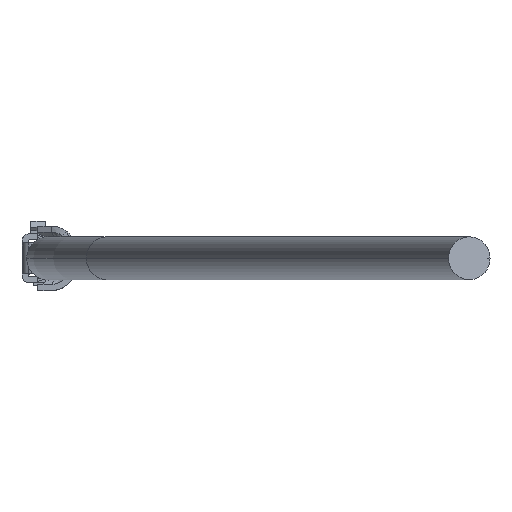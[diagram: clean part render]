
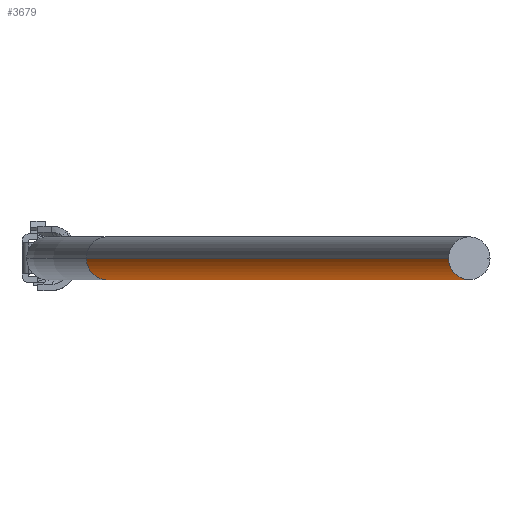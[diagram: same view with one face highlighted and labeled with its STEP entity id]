
A CAD part, front view. The second image highlights one B-rep face of the part: STEP entity #3679.
In plain terms, the highlighted cylindrical face has radius 0.7 mm (diameter 1.4 mm), a partial arc.
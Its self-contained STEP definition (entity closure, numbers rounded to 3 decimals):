
#17 = AXIS2_PLACEMENT_3D ( 'NONE', #6421, #12523, #12333 ) ;
#1921 = DIRECTION ( 'NONE',  ( 0., 0., -1. ) ) ;
#2383 = AXIS2_PLACEMENT_3D ( 'NONE', #9356, #5328, #4336 ) ;
#2568 = LINE ( 'NONE', #2642, #12433 ) ;
#2598 = EDGE_CURVE ( 'NONE', #7330, #8494, #7497, .T. ) ;
#2642 = CARTESIAN_POINT ( 'NONE',  ( 1.428, -41.086, 1.837 ) ) ;
#3081 = VERTEX_POINT ( 'NONE', #9408 ) ;
#3303 = FACE_OUTER_BOUND ( 'NONE', #5098, .T. ) ;
#3398 = CARTESIAN_POINT ( 'NONE',  ( 0.081, -41.47, 1.837 ) ) ;
#3679 = ADVANCED_FACE ( 'NONE', ( #3303 ), #8445, .T. ) ;
#4336 = DIRECTION ( 'NONE',  ( 0., 0., -1. ) ) ;
#4799 = CARTESIAN_POINT ( 'NONE',  ( 0.081, -41.47, 1.837 ) ) ;
#4960 = ORIENTED_EDGE ( 'NONE', *, *, #6486, .T. ) ;
#5098 = EDGE_LOOP ( 'NONE', ( #9664, #11893, #4960, #7898 ) ) ;
#5328 = DIRECTION ( 'NONE',  ( 0.274, -0.962, 0. ) ) ;
#6421 = CARTESIAN_POINT ( 'NONE',  ( 0.754, -41.278, 1.837 ) ) ;
#6486 = EDGE_CURVE ( 'NONE', #8494, #3081, #2568, .T. ) ;
#6631 = DIRECTION ( 'NONE',  ( 0.274, -0.962, 0. ) ) ;
#6827 = CARTESIAN_POINT ( 'NONE',  ( 11.87, -82.837, 1.837 ) ) ;
#7330 = VERTEX_POINT ( 'NONE', #3398 ) ;
#7497 = CIRCLE ( 'NONE', #2383, 0.7 ) ;
#7898 = ORIENTED_EDGE ( 'NONE', *, *, #9011, .F. ) ;
#8055 = CARTESIAN_POINT ( 'NONE',  ( 12.543, -82.646, 1.837 ) ) ;
#8445 = CYLINDRICAL_SURFACE ( 'NONE', #17, 0.7 ) ;
#8494 = VERTEX_POINT ( 'NONE', #10578 ) ;
#9011 = EDGE_CURVE ( 'NONE', #10818, #3081, #10143, .T. ) ;
#9356 = CARTESIAN_POINT ( 'NONE',  ( 0.754, -41.278, 1.837 ) ) ;
#9408 = CARTESIAN_POINT ( 'NONE',  ( 13.216, -82.454, 1.837 ) ) ;
#9664 = ORIENTED_EDGE ( 'NONE', *, *, #13218, .F. ) ;
#10143 = CIRCLE ( 'NONE', #13136, 0.7 ) ;
#10339 = VECTOR ( 'NONE', #11877, 1000. ) ;
#10578 = CARTESIAN_POINT ( 'NONE',  ( 1.428, -41.086, 1.837 ) ) ;
#10818 = VERTEX_POINT ( 'NONE', #6827 ) ;
#11877 = DIRECTION ( 'NONE',  ( 0.274, -0.962, 0. ) ) ;
#11893 = ORIENTED_EDGE ( 'NONE', *, *, #2598, .T. ) ;
#12280 = DIRECTION ( 'NONE',  ( 0.274, -0.962, 0. ) ) ;
#12333 = DIRECTION ( 'NONE',  ( 0.962, 0.274, 0. ) ) ;
#12433 = VECTOR ( 'NONE', #6631, 1000. ) ;
#12523 = DIRECTION ( 'NONE',  ( 0.274, -0.962, 0. ) ) ;
#13136 = AXIS2_PLACEMENT_3D ( 'NONE', #8055, #12280, #1921 ) ;
#13158 = LINE ( 'NONE', #4799, #10339 ) ;
#13218 = EDGE_CURVE ( 'NONE', #7330, #10818, #13158, .T. ) ;
